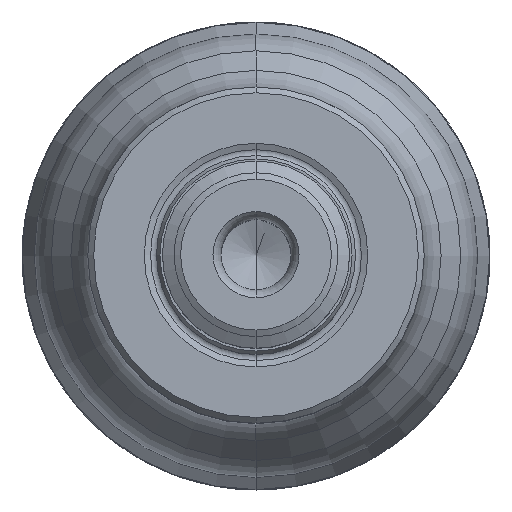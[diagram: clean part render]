
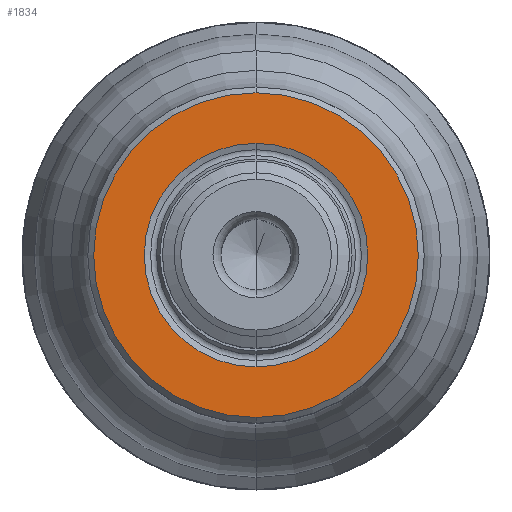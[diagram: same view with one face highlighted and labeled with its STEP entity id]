
A CAD part, top view. The second image highlights one B-rep face of the part: STEP entity #1834.
In plain terms, the highlighted face is planar.
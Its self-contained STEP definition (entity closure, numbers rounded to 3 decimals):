
#581=CARTESIAN_POINT('',(0.,0.,0.));
#582=DIRECTION('',(0.,0.,1.));
#583=DIRECTION('',(0.,1.,0.));
#584=AXIS2_PLACEMENT_3D('',#581,#582,#583);
#589=CARTESIAN_POINT('',(0.,0.,0.));
#590=DIRECTION('',(0.,0.,-1.));
#591=DIRECTION('',(0.,1.,0.));
#592=AXIS2_PLACEMENT_3D('',#589,#590,#591);
#597=CARTESIAN_POINT('',(0.,0.,0.));
#598=DIRECTION('',(0.,0.,-1.));
#599=DIRECTION('',(0.,1.,0.));
#600=AXIS2_PLACEMENT_3D('',#597,#598,#599);
#605=CARTESIAN_POINT('',(0.,0.,0.));
#606=DIRECTION('',(0.,0.,1.));
#607=DIRECTION('',(0.,1.,0.));
#608=AXIS2_PLACEMENT_3D('',#605,#606,#607);
#1206=CARTESIAN_POINT('',(0.,9.554,0.));
#1207=VERTEX_POINT('',#1206);
#1236=CARTESIAN_POINT('',(0.,-9.554,0.));
#1237=VERTEX_POINT('',#1236);
#1238=CARTESIAN_POINT('',(0.,13.875,0.));
#1240=VERTEX_POINT('',#1238);
#1242=CARTESIAN_POINT('',(0.,-13.875,0.));
#1244=VERTEX_POINT('',#1242);
#1819=CARTESIAN_POINT('',(0.,0.,0.));
#1820=DIRECTION('',(0.,0.,-1.));
#1821=DIRECTION('',(0.,-1.,0.));
#1822=AXIS2_PLACEMENT_3D('',#1819,#1820,#1821);
#1823=PLANE('',#1822);
#1824=ORIENTED_EDGE('',*,*,#1801,.T.);
#1825=ORIENTED_EDGE('',*,*,#1812,.F.);
#1826=EDGE_LOOP('',(#1824,#1825));
#1827=FACE_OUTER_BOUND('',#1826,.F.);
#1829=ORIENTED_EDGE('',*,*,#1828,.T.);
#1831=ORIENTED_EDGE('',*,*,#1830,.F.);
#1832=EDGE_LOOP('',(#1829,#1831));
#1833=FACE_BOUND('',#1832,.F.);
#585=CIRCLE('',#584,13.875);
#593=CIRCLE('',#592,13.875);
#601=CIRCLE('',#600,9.554);
#609=CIRCLE('',#608,9.554);
#1801=EDGE_CURVE('',#1240,#1244,#585,.T.);
#1812=EDGE_CURVE('',#1240,#1244,#593,.T.);
#1828=EDGE_CURVE('',#1207,#1237,#601,.T.);
#1830=EDGE_CURVE('',#1207,#1237,#609,.T.);
#1834=ADVANCED_FACE('',(#1827,#1833),#1823,.T.);
